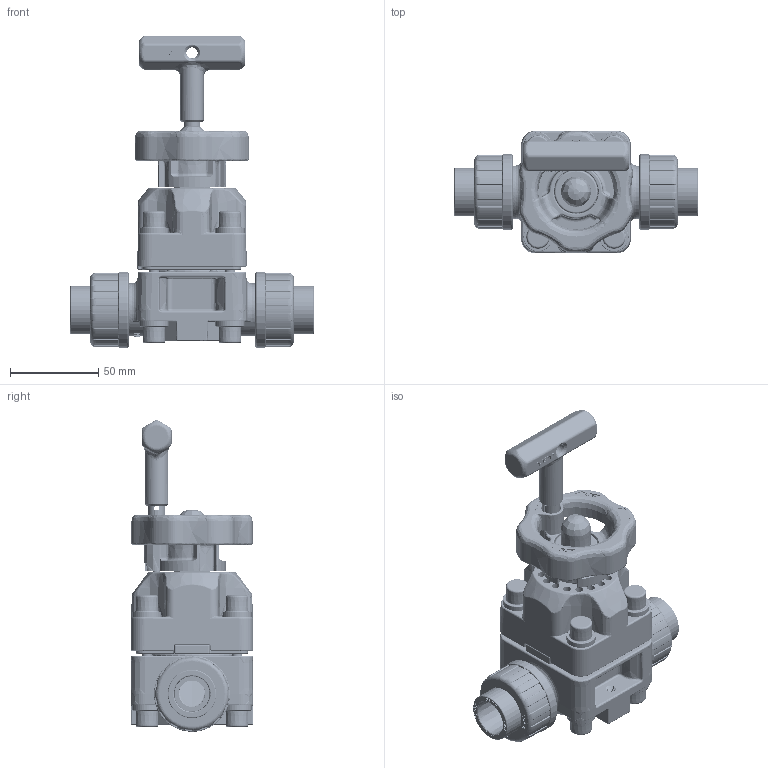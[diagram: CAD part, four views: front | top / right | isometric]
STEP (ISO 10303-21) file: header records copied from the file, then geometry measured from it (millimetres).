
FILE_DESCRIPTION(/* description */ (''),/* implementation_level */ '2;1');
FILE_NAME(/* name */ '20隔膜阀.stp',/* time_stamp */ '2024-10-08T09:54:30+08:00',/* author */ (''),/* organization */ (''),/* preprocessor_version */ 'ST-DEVELOPER v16',/* originating_system */ 'SIEMENS PLM Software NX 10.0',/* authorisation */ '');
FILE_SCHEMA (('AUTOMOTIVE_DESIGN { 1 0 10303 214 3 1 1 1 }'));
Products named in the file (1): gelv0F8C99C70h7j
Bounding box: 138.4 x 69.39 x 176.39 mm (x, y, z)
Volume: 347446.9 mm3; surface area: 164147.9 mm2
Topology: 45 solids, 45 shells, 6895 faces, 18211 edges, 11532 vertices
Faces by surface type: plane 3818, bspline 1186, cylinder 979, torus 365, extrusion 246, cone 155, sphere 146
Full cylindrical faces by diameter (mm): 1.226 x4, 1.635 x4, 1.655 x1, 2.255 x1, 4.2 x1, 4.4 x18, 5 x88, 6 x8, 6.1 x1, 6.303 x1, 7 x12, 8 x4, 8.4 x8, 8.5 x1, 10 x8, 10.3 x1, 14 x9, 15 x2, 15.1 x2, 16.6 x1, 18.5 x1, 19.1 x1, 19.8 x2, 24.7 x1, 26 x2, 27.4 x2, 27.7 x2, 30 x10, 33.249 x14, 33.8 x1
Entity records: 292106 total; most frequent: CARTESIAN_POINT 135261, ORIENTED_EDGE 34210, DIRECTION 27040, EDGE_CURVE 17105, VERTEX_POINT 11096, VECTOR 10254, LINE 10008, AXIS2_PLACEMENT_3D 8393
